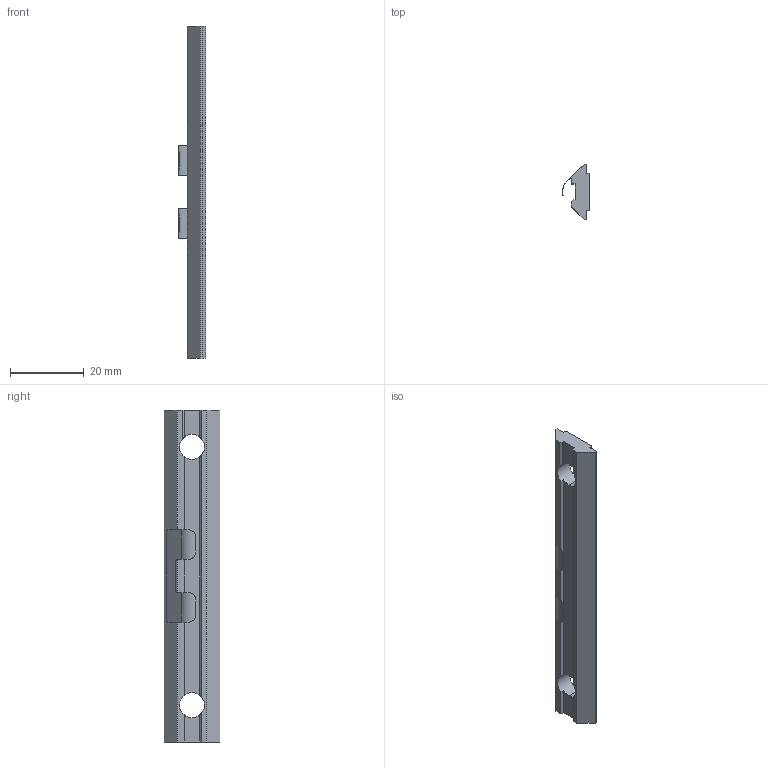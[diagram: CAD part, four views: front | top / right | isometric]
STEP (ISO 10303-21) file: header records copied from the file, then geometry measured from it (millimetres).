
FILE_DESCRIPTION(('Creo Elements/Direct Modeling STEP Export'),'2;1');
FILE_NAME('44.0142.1_Klemmschiene-MMS-44_90mm-Sockelplatte-Federrücken.stp','2022-03-21T 9:03:31',(''),(''),'PTC Creo Elements/Direct Modeling STEP processor for AP214 (Solid Model)','PTC Creo Elements/Direct Modeling 19.0C 15-Aug-2015 (C) Parametric Technology GmbH','');
FILE_SCHEMA(('AUTOMOTIVE_DESIGN { 1 0 10303 214 1 1 1 1 }'));
Length unit declared in the file: millimetre
Products named in the file (3): Federnase-rund_t-0.1mm_311252_PX175695.02.02; Klemmschienenkorpus-MMS-44_90mm-Federrücken_306204_PX175700; Klemmschiene-MMS-44_90mm-Sockelplatte-Federrücken_44.0142.1_PX175701

Assembly tree (2 placements, depth 2):
  Klemmschiene-MMS-44_90mm-Sockelplatte-Federrücken_44.0142.1_PX175701

    Klemmschienenkorpus-MMS-44_90mm-Federrücken_306204_PX175700
    Federnase-rund_t-0.1mm_311252_PX175695.02.02
Bounding box: 7.5 x 15 x 90 mm (x, y, z)
Volume: 4501 mm3; surface area: 3868 mm2
Topology: 2 solids, 2 shells, 58 faces, 164 edges, 108 vertices
Faces by surface type: plane 38, cylinder 16, cone 4
Entity records: 2606 total; most frequent: CARTESIAN_POINT 1042, ORIENTED_EDGE 328, DIRECTION 278, EDGE_CURVE 164, VECTOR 110, LINE 110, VERTEX_POINT 108, AXIS2_PLACEMENT_3D 84
